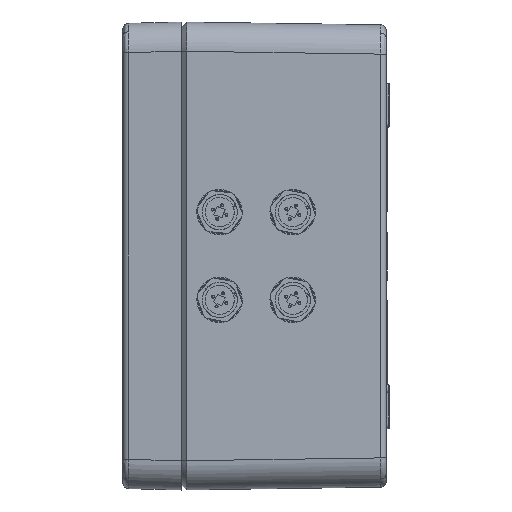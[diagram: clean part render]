
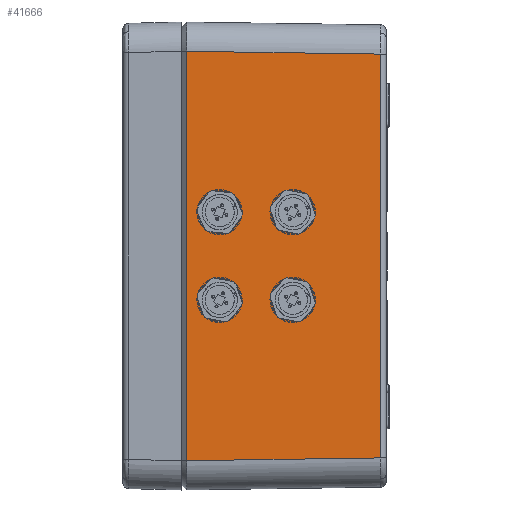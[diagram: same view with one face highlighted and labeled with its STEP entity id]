
A CAD part, left-side view. The second image highlights one B-rep face of the part: STEP entity #41666.
In plain terms, the highlighted planar face has unit normal (-1, -0.014, 0).
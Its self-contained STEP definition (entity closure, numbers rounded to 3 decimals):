
#3048=PLANE('',#44800);
#6348=VECTOR('',#108757,1.);
#6349=VECTOR('',#108758,1.);
#6350=VECTOR('',#108759,1.);
#6351=VECTOR('',#108760,1.);
#8661=LINE('',#52663,#6348);
#8662=LINE('',#52666,#6349);
#8663=LINE('',#52667,#6350);
#8664=LINE('',#52669,#6351);
#10634=VERTEX_POINT('',#48821);
#10636=VERTEX_POINT('',#48826);
#10638=VERTEX_POINT('',#48831);
#10640=VERTEX_POINT('',#48836);
#11201=VERTEX_POINT('',#51519);
#11360=VERTEX_POINT('',#52664);
#11361=VERTEX_POINT('',#52665);
#11362=VERTEX_POINT('',#52668);
#14209=CIRCLE('',#44435,7.188);
#14210=CIRCLE('',#44438,7.188);
#14211=CIRCLE('',#44441,7.188);
#14212=CIRCLE('',#44444,7.188);
#16378=EDGE_CURVE('',#10634,#10634,#14209,.T.);
#16380=EDGE_CURVE('',#10636,#10636,#14210,.T.);
#16382=EDGE_CURVE('',#10638,#10638,#14211,.T.);
#16384=EDGE_CURVE('',#10640,#10640,#14212,.T.);
#17190=EDGE_CURVE('',#11360,#11361,#8661,.T.);
#17191=EDGE_CURVE('',#11361,#11201,#8662,.T.);
#17192=EDGE_CURVE('',#11201,#11362,#8663,.T.);
#17193=EDGE_CURVE('',#11362,#11360,#8664,.T.);
#23707=ORIENTED_EDGE('',*,*,#16378,.T.);
#23708=ORIENTED_EDGE('',*,*,#16380,.T.);
#23709=ORIENTED_EDGE('',*,*,#16382,.T.);
#23710=ORIENTED_EDGE('',*,*,#16384,.T.);
#23711=ORIENTED_EDGE('',*,*,#17190,.T.);
#23712=ORIENTED_EDGE('',*,*,#17191,.T.);
#23713=ORIENTED_EDGE('',*,*,#17192,.T.);
#23714=ORIENTED_EDGE('',*,*,#17193,.T.);
#35521=EDGE_LOOP('',(#23707));
#35522=EDGE_LOOP('',(#23708));
#35523=EDGE_LOOP('',(#23709));
#35524=EDGE_LOOP('',(#23710));
#35525=EDGE_LOOP('',(#23711,#23712,#23713,#23714));
#38642=FACE_BOUND('',#35521,.T.);
#38643=FACE_BOUND('',#35522,.T.);
#38644=FACE_BOUND('',#35523,.T.);
#38645=FACE_BOUND('',#35524,.T.);
#38646=FACE_BOUND('',#35525,.T.);
#41666=ADVANCED_FACE('',(#38642,#38643,#38644,#38645,#38646),#3048,.T.);
#44435=AXIS2_PLACEMENT_3D('',#48820,#107703,#107704);
#44438=AXIS2_PLACEMENT_3D('',#48825,#107709,#107710);
#44441=AXIS2_PLACEMENT_3D('',#48830,#107715,#107716);
#44444=AXIS2_PLACEMENT_3D('',#48835,#107721,#107722);
#44800=AXIS2_PLACEMENT_3D('',#52662,#108756,$);
#48820=CARTESIAN_POINT('',(-79.814,-13.034,-15.));
#48821=CARTESIAN_POINT('',(-79.814,-13.034,-7.812));
#48825=CARTESIAN_POINT('',(-79.814,-13.034,15.));
#48826=CARTESIAN_POINT('',(-79.814,-13.034,22.188));
#48830=CARTESIAN_POINT('',(-79.457,-38.032,15.));
#48831=CARTESIAN_POINT('',(-79.457,-38.032,22.188));
#48835=CARTESIAN_POINT('',(-79.457,-38.032,-15.));
#48836=CARTESIAN_POINT('',(-79.457,-38.032,-7.812));
#51519=CARTESIAN_POINT('',(-79.028,-68.029,69.03));
#52662=CARTESIAN_POINT('',(-80.,0.,-80.));
#52663=CARTESIAN_POINT('',(-80.002,0.143,-70.003));
#52664=CARTESIAN_POINT('',(-79.974,-1.8,-69.975));
#52665=CARTESIAN_POINT('',(-79.028,-68.029,-69.03));
#52666=CARTESIAN_POINT('',(-79.028,-68.029,69.001));
#52667=CARTESIAN_POINT('',(-79.969,-2.141,69.97));
#52668=CARTESIAN_POINT('',(-79.974,-1.8,69.975));
#52669=CARTESIAN_POINT('',(-79.974,-1.8,-80.));
#107703=DIRECTION('',(1.,0.014,0.));
#107704=DIRECTION('',(0.,0.,7.188));
#107709=DIRECTION('',(1.,0.014,0.));
#107710=DIRECTION('',(0.,0.,7.188));
#107715=DIRECTION('',(1.,0.014,0.));
#107716=DIRECTION('',(0.103,-7.187,0.));
#107721=DIRECTION('',(1.,0.014,0.));
#107722=DIRECTION('',(0.103,-7.187,0.));
#108756=DIRECTION('',(-1.,-0.014,0.));
#108757=DIRECTION('',(0.014,-1.,0.014));
#108758=DIRECTION('',(0.,0.,1.));
#108759=DIRECTION('',(-0.014,1.,0.014));
#108760=DIRECTION('',(0.,0.,-1.));
